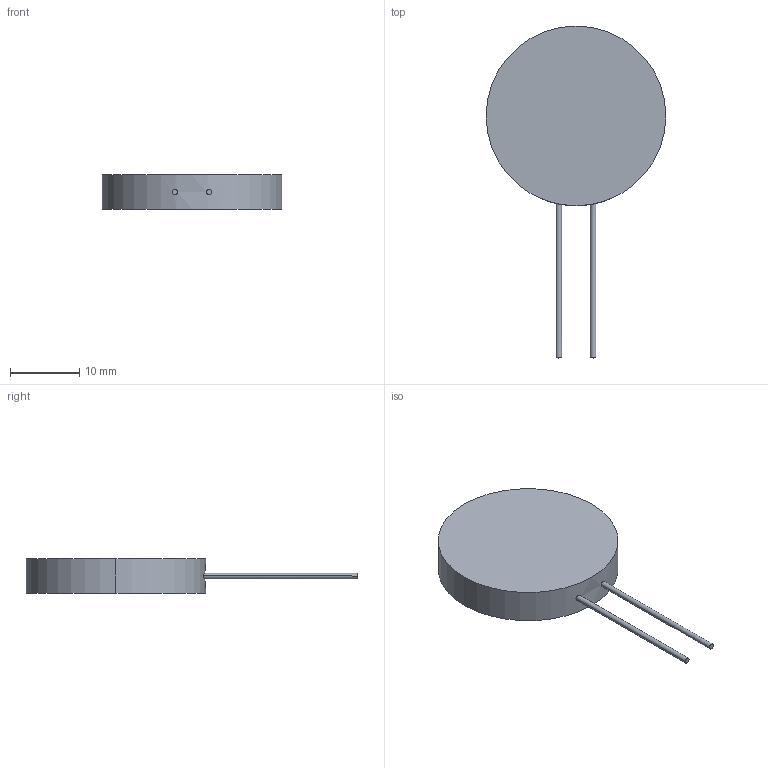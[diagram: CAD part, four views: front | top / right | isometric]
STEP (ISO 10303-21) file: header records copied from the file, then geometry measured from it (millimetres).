
FILE_DESCRIPTION (( 'STEP AP203' ), '1' );
FILE_NAME ('B59810C0120A070.STEP', '2023-09-18T19:31:17', ( '' ), ( '' ), 'SwSTEP 2.0', 'SolidWorks 2020', '' );
FILE_SCHEMA (( 'CONFIG_CONTROL_DESIGN' ));
Length unit declared in the file: millimetre
Products named in the file (1): B59810C0120A070
Bounding box: 26 x 48 x 5 mm (x, y, z)
Volume: 2677 mm3; surface area: 1582.1 mm2
Topology: 1 solids, 1 shells, 10 faces, 18 edges, 12 vertices
Faces by surface type: cylinder 6, plane 4
Entity records: 355 total; most frequent: CARTESIAN_POINT 77, DIRECTION 44, ORIENTED_EDGE 36, AXIS2_PLACEMENT_3D 19, EDGE_CURVE 18, EDGE_LOOP 12, VERTEX_POINT 12, FACE_OUTER_BOUND 10
